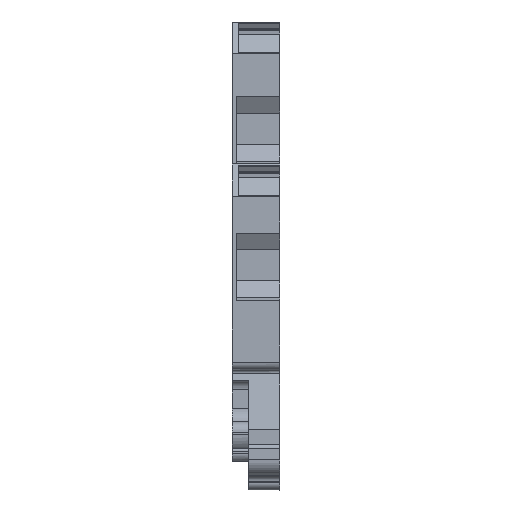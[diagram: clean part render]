
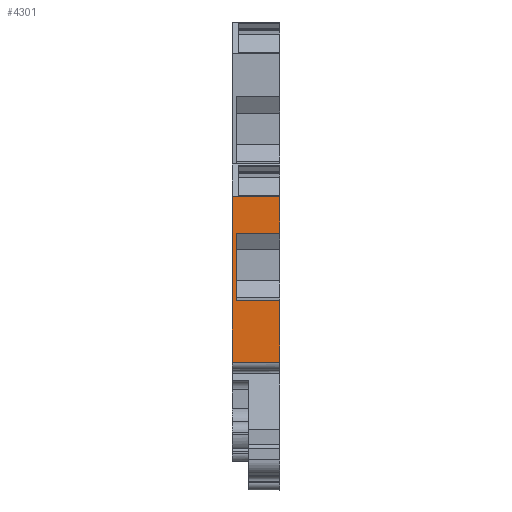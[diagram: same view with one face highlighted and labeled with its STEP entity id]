
A CAD part, front view. The second image highlights one B-rep face of the part: STEP entity #4301.
In plain terms, the highlighted planar face has unit normal (0, -1, 0).
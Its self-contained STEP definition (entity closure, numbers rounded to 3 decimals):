
#4265=AXIS2_PLACEMENT_3D('Plane Axis2P3D',#4262,#4263,#4264) ;
#800=CARTESIAN_POINT('Vertex',(6.1,0.,37.55)) ;
#803=CARTESIAN_POINT('Line Origine',(6.1,0.,35.189)) ;
#807=CARTESIAN_POINT('Vertex',(6.1,0.,32.828)) ;
#856=CARTESIAN_POINT('Vertex',(6.1,0.,24.221)) ;
#859=CARTESIAN_POINT('Line Origine',(6.1,0.,20.285)) ;
#863=CARTESIAN_POINT('Vertex',(6.1,0.,16.35)) ;
#2263=CARTESIAN_POINT('Vertex',(0.,0.,16.35)) ;
#2266=CARTESIAN_POINT('Line Origine',(0.,0.,26.95)) ;
#2270=CARTESIAN_POINT('Vertex',(0.,0.,37.55)) ;
#3894=CARTESIAN_POINT('Line Origine',(3.05,0.,37.55)) ;
#4262=CARTESIAN_POINT('Axis2P3D Location',(0.1,0.,22.75)) ;
#4267=CARTESIAN_POINT('Line Origine',(3.35,0.,24.221)) ;
#4271=CARTESIAN_POINT('Vertex',(0.6,0.,24.221)) ;
#4274=CARTESIAN_POINT('Line Origine',(0.6,0.,28.524)) ;
#4278=CARTESIAN_POINT('Vertex',(0.6,0.,32.828)) ;
#4281=CARTESIAN_POINT('Line Origine',(3.35,0.,32.828)) ;
#4286=CARTESIAN_POINT('Line Origine',(3.05,0.,16.35)) ;
#804=DIRECTION('Vector Direction',(0.,0.,-1.)) ;
#860=DIRECTION('Vector Direction',(0.,0.,-1.)) ;
#2267=DIRECTION('Vector Direction',(0.,0.,-1.)) ;
#3895=DIRECTION('Vector Direction',(1.,0.,0.)) ;
#4263=DIRECTION('Axis2P3D Direction',(0.,1.,0.)) ;
#4264=DIRECTION('Axis2P3D XDirection',(0.,-0.,1.)) ;
#4268=DIRECTION('Vector Direction',(1.,0.,0.)) ;
#4275=DIRECTION('Vector Direction',(0.,0.,-1.)) ;
#4282=DIRECTION('Vector Direction',(-1.,0.,0.)) ;
#4287=DIRECTION('Vector Direction',(-1.,0.,0.)) ;
#805=VECTOR('Line Direction',#804,1.) ;
#861=VECTOR('Line Direction',#860,1.) ;
#2268=VECTOR('Line Direction',#2267,1.) ;
#3896=VECTOR('Line Direction',#3895,1.) ;
#4269=VECTOR('Line Direction',#4268,1.) ;
#4276=VECTOR('Line Direction',#4275,1.) ;
#4283=VECTOR('Line Direction',#4282,1.) ;
#4288=VECTOR('Line Direction',#4287,1.) ;
#4292=ORIENTED_EDGE('',*,*,#4273,.T.) ;
#4293=ORIENTED_EDGE('',*,*,#4280,.F.) ;
#4294=ORIENTED_EDGE('',*,*,#4285,.F.) ;
#4295=ORIENTED_EDGE('',*,*,#809,.F.) ;
#4296=ORIENTED_EDGE('',*,*,#3898,.F.) ;
#4297=ORIENTED_EDGE('',*,*,#2272,.T.) ;
#4298=ORIENTED_EDGE('',*,*,#4290,.F.) ;
#4299=ORIENTED_EDGE('',*,*,#865,.F.) ;
#4301=ADVANCED_FACE('V1',(#4300),#4266,.F.) ;
#809=EDGE_CURVE('',#801,#808,#806,.T.) ;
#865=EDGE_CURVE('',#857,#864,#862,.T.) ;
#2272=EDGE_CURVE('',#2271,#2264,#2269,.T.) ;
#3898=EDGE_CURVE('',#2271,#801,#3897,.T.) ;
#4273=EDGE_CURVE('',#857,#4272,#4270,.F.) ;
#4280=EDGE_CURVE('',#4279,#4272,#4277,.T.) ;
#4285=EDGE_CURVE('',#808,#4279,#4284,.T.) ;
#4290=EDGE_CURVE('',#864,#2264,#4289,.T.) ;
#4291=EDGE_LOOP('',(#4292,#4293,#4294,#4295,#4296,#4297,#4298,#4299)) ;
#4300=FACE_OUTER_BOUND('',#4291,.T.) ;
#806=LINE('Line',#803,#805) ;
#862=LINE('Line',#859,#861) ;
#2269=LINE('Line',#2266,#2268) ;
#3897=LINE('Line',#3894,#3896) ;
#4270=LINE('Line',#4267,#4269) ;
#4277=LINE('Line',#4274,#4276) ;
#4284=LINE('Line',#4281,#4283) ;
#4289=LINE('Line',#4286,#4288) ;
#4266=PLANE('',#4265) ;
#801=VERTEX_POINT('',#800) ;
#808=VERTEX_POINT('',#807) ;
#857=VERTEX_POINT('',#856) ;
#864=VERTEX_POINT('',#863) ;
#2264=VERTEX_POINT('',#2263) ;
#2271=VERTEX_POINT('',#2270) ;
#4272=VERTEX_POINT('',#4271) ;
#4279=VERTEX_POINT('',#4278) ;
